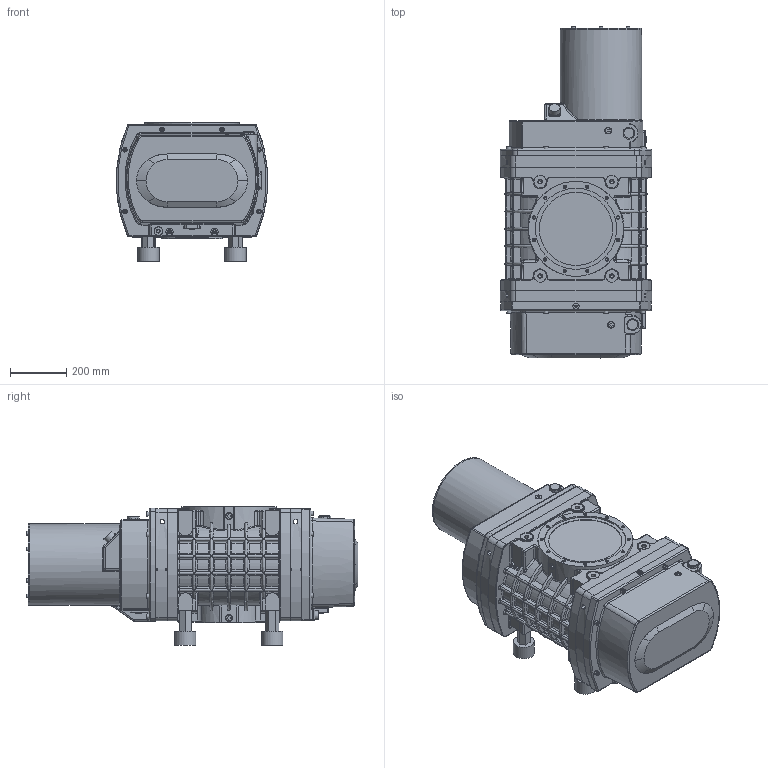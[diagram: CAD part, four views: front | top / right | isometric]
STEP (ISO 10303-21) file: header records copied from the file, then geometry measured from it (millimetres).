
FILE_DESCRIPTION(('STEP AP242'), '1');
FILE_NAME('ﾍﾂﾄ-4400', '', ('UNSPECIFIED'), ('UNSPECIFIED'), 'C3D Converter', 'C3D Toolkit', '');
FILE_SCHEMA(('AP242_MANAGED_MODEL_BASED_3D_ENGINEERING_MIM_LF { 1 0 10303 442 1 1 4 }'));
Length unit declared in the file: millimetre
Bounding box: 540 x 1183 x 495 mm (x, y, z)
Surface area: 2987512.2 mm2 (no closed solid volume)
Topology: 0 solids, 1724 shells, 1724 faces, 8802 edges, 8523 vertices
Faces by surface type: cylinder 621, plane 504, torus 228, bspline 181, cone 166, sphere 24
Full cylindrical faces by diameter (mm): 6.647 x1, 8.376 x20, 10 x8, 10.015 x4, 10.2 x4, 11.445 x2, 12 x1, 13 x6, 13.5 x1, 13.835 x4, 16 x16, 20 x4, 22 x8, 24 x9, 26 x2, 30 x2, 36 x4, 39 x1, 44 x4, 75 x4, 153 x1, 261 x1, 289 x1, 290 x2
Entity records: 336678 total; most frequent: CARTESIAN_POINT 247414, DIRECTION 11259, ORIENTED_EDGE 8481, EDGE_CURVE 8481, VERTEX_POINT 8481, AXIS2_PLACEMENT_3D 4173, COLOUR_RGB 3456, PRESENTATION_STYLE_ASSIGNMENT 3456
